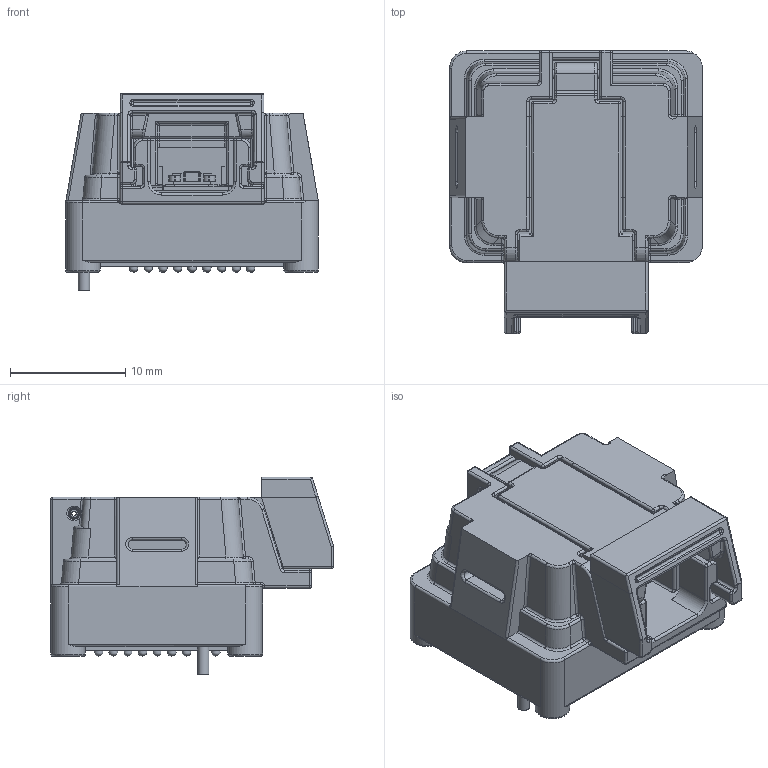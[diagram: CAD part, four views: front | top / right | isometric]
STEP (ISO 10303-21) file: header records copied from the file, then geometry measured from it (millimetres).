
FILE_DESCRIPTION(/* description */ (''),/* implementation_level */ '2;1');
FILE_NAME(/* name */ 'AFBR-811FN.stp',/* time_stamp */ '2016-03-01T13:40:44+01:00',/* author */ ('riccim'),/* organization */ (''),/* preprocessor_version */ 'ST-DEVELOPER v15.5',/* originating_system */ 'AutoCAD Mechanical',/* authorisation */ '');
FILE_SCHEMA (('AUTOMOTIVE_DESIGN { 1 0 10303 214 3 1 1 }'));
Length unit declared in the file: millimetre
Products named in the file (1): Product
Bounding box: 21.95 x 24.56 x 17.15 mm (x, y, z)
Volume: 2832.4 mm3; surface area: 4640.5 mm2
Topology: 93 solids, 93 shells, 1494 faces, 3973 edges, 2557 vertices
Faces by surface type: plane 748, cylinder 465, sphere 129, torus 70, bspline 66, cone 16
Full cylindrical faces by diameter (mm): 0.5 x1, 0.8 x7, 0.942 x2, 1 x1, 2 x2, 3 x4
Entity records: 49227 total; most frequent: CARTESIAN_POINT 12626, ORIENTED_EDGE 7540, DIRECTION 7510, EDGE_CURVE 3770, AXIS2_PLACEMENT_3D 2585, VERTEX_POINT 2551, LINE 2340, VECTOR 2340
